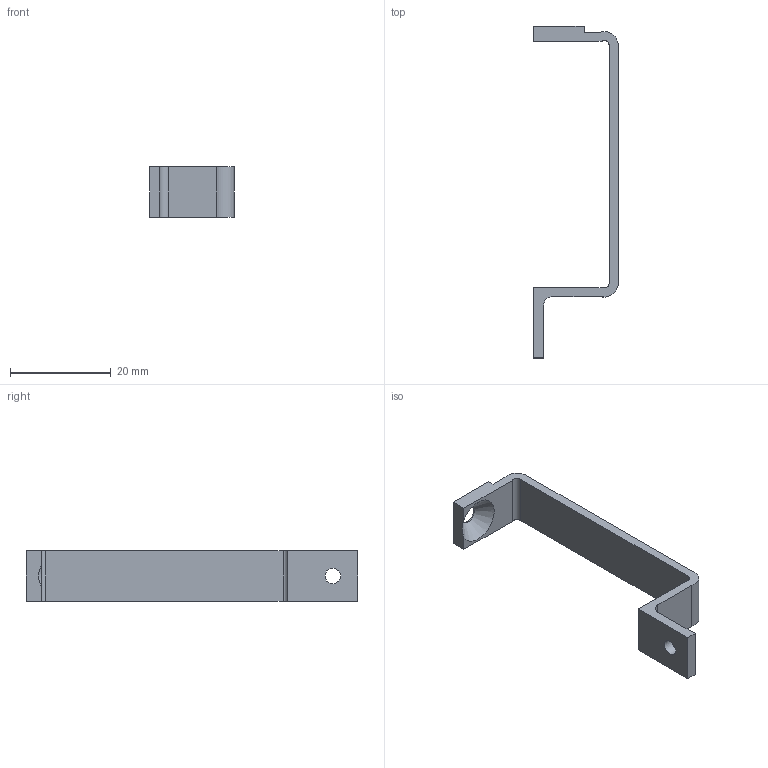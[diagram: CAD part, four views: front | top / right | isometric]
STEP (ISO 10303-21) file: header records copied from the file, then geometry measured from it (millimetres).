
FILE_DESCRIPTION(('FreeCAD Model'),'2;1');
FILE_NAME('Open CASCADE Shape Model','2023-07-29T14:51:07',(''),(''), 'Open CASCADE STEP processor 7.6','FreeCAD','Unknown');
FILE_SCHEMA(('AUTOMOTIVE_DESIGN { 1 0 10303 214 1 1 1 1 }'));
Length unit declared in the file: millimetre
Products named in the file (1): Battery holder left
Bounding box: 16.8 x 66 x 10 mm (x, y, z)
Volume: 1725 mm3; surface area: 2295.6 mm2
Topology: 1 solids, 1 shells, 22 faces, 62 edges, 41 vertices
Faces by surface type: plane 14, cylinder 7, cone 1
Full cylindrical faces by diameter (mm): 3.1 x1, 3.4 x1
Entity records: 1562 total; most frequent: CARTESIAN_POINT 268, DIRECTION 246, LINE 151, VECTOR 151, ORIENTED_EDGE 124, PCURVE 124, DEFINITIONAL_REPRESENTATION 124, EDGE_CURVE 62
